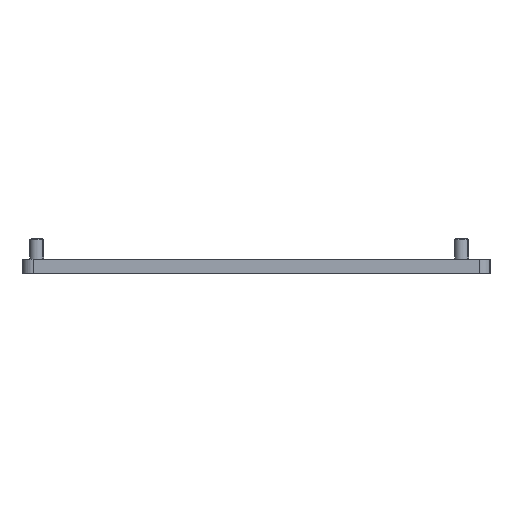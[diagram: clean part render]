
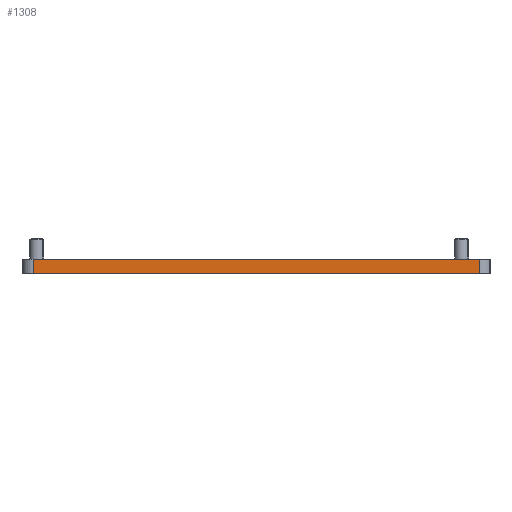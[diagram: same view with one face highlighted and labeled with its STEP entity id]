
A CAD part, left-side view. The second image highlights one B-rep face of the part: STEP entity #1308.
In plain terms, the highlighted face is planar.
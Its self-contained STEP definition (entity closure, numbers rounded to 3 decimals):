
#10 = LINE ( 'NONE', #2219, #2730 ) ;
#21 = CARTESIAN_POINT ( 'NONE',  ( 225.5, -4., -129. ) ) ;
#95 = VERTEX_POINT ( 'NONE', #2132 ) ;
#146 = VECTOR ( 'NONE', #1475, 1000. ) ;
#178 = EDGE_CURVE ( 'NONE', #1473, #936, #700, .T. ) ;
#356 = VECTOR ( 'NONE', #755, 1000. ) ;
#375 = ORIENTED_EDGE ( 'NONE', *, *, #178, .T. ) ;
#461 = VECTOR ( 'NONE', #2363, 1000. ) ;
#547 = ORIENTED_EDGE ( 'NONE', *, *, #1115, .T. ) ;
#617 = AXIS2_PLACEMENT_3D ( 'NONE', #2812, #1342, #2350 ) ;
#700 = LINE ( 'NONE', #2110, #461 ) ;
#741 = CARTESIAN_POINT ( 'NONE',  ( 225.5, -4., -3. ) ) ;
#755 = DIRECTION ( 'NONE',  ( 0., -1., 0. ) ) ;
#805 = EDGE_LOOP ( 'NONE', ( #1362, #1012, #547, #375 ) ) ;
#936 = VERTEX_POINT ( 'NONE', #2138 ) ;
#1012 = ORIENTED_EDGE ( 'NONE', *, *, #1100, .T. ) ;
#1096 = EDGE_CURVE ( 'NONE', #95, #936, #10, .T. ) ;
#1100 = EDGE_CURVE ( 'NONE', #95, #2286, #1244, .T. ) ;
#1115 = EDGE_CURVE ( 'NONE', #2286, #1473, #1724, .T. ) ;
#1244 = LINE ( 'NONE', #741, #356 ) ;
#1308 = ADVANCED_FACE ( 'NONE', ( #1819 ), #2579, .F. ) ;
#1342 = DIRECTION ( 'NONE',  ( -1., 0., 0. ) ) ;
#1362 = ORIENTED_EDGE ( 'NONE', *, *, #1096, .F. ) ;
#1473 = VERTEX_POINT ( 'NONE', #21 ) ;
#1475 = DIRECTION ( 'NONE',  ( 0., 0., -1. ) ) ;
#1581 = CARTESIAN_POINT ( 'NONE',  ( 225.5, -4., -3. ) ) ;
#1724 = LINE ( 'NONE', #2713, #146 ) ;
#1819 = FACE_OUTER_BOUND ( 'NONE', #805, .T. ) ;
#2110 = CARTESIAN_POINT ( 'NONE',  ( 225.5, 0., -129. ) ) ;
#2132 = CARTESIAN_POINT ( 'NONE',  ( 225.5, 0., -3. ) ) ;
#2138 = CARTESIAN_POINT ( 'NONE',  ( 225.5, 0., -129. ) ) ;
#2219 = CARTESIAN_POINT ( 'NONE',  ( 225.5, 0., 0. ) ) ;
#2286 = VERTEX_POINT ( 'NONE', #1581 ) ;
#2350 = DIRECTION ( 'NONE',  ( 0., 0., 1. ) ) ;
#2363 = DIRECTION ( 'NONE',  ( 0., 1., 0. ) ) ;
#2508 = DIRECTION ( 'NONE',  ( 0., 0., -1. ) ) ;
#2579 = PLANE ( 'NONE',  #617 ) ;
#2713 = CARTESIAN_POINT ( 'NONE',  ( 225.5, -4., 0. ) ) ;
#2730 = VECTOR ( 'NONE', #2508, 1000. ) ;
#2812 = CARTESIAN_POINT ( 'NONE',  ( 225.5, -4., -132. ) ) ;
